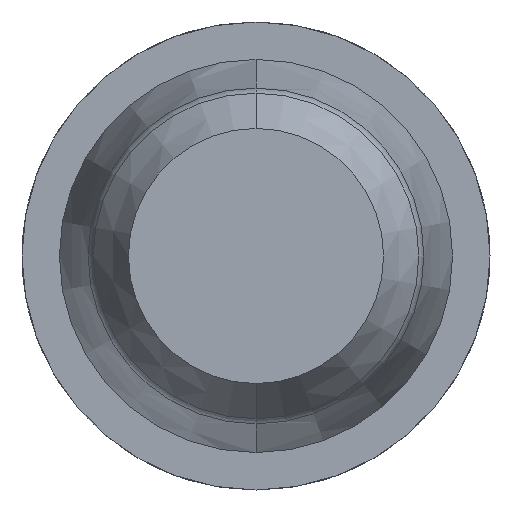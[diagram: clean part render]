
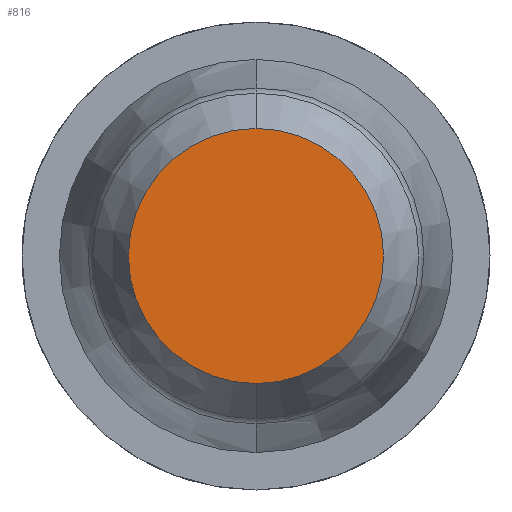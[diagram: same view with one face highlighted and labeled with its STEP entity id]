
A CAD part, front view. The second image highlights one B-rep face of the part: STEP entity #816.
In plain terms, the highlighted planar face has unit normal (0, -1, 0).
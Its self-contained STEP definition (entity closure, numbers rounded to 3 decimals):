
#267 = DIRECTION ( 'NONE',  ( 0., 1., 0. ) ) ;
#816 = ADVANCED_FACE ( 'Defeature ausgef�hrt3_0', ( #3766 ), #3714, .F. ) ;
#901 = ORIENTED_EDGE ( 'NONE', *, *, #3306, .F. ) ;
#902 = AXIS2_PLACEMENT_3D ( 'NONE', #3369, #3598, #3302 ) ;
#1057 = VERTEX_POINT ( 'NONE', #1931 ) ;
#1724 = EDGE_LOOP ( 'NONE', ( #2311, #901 ) ) ;
#1731 = EDGE_CURVE ( 'Defeature ausgef�hrt3_1+Defeature ausgef�hrt3_0+Defeature ausgef�hrt3_0+Defeature ausgef�hrt3_0', #1827, #1057, #3572, .T. ) ;
#1827 = VERTEX_POINT ( 'NONE', #4018 ) ;
#1931 = CARTESIAN_POINT ( 'NONE',  ( 0., -30.5, -0.627 ) ) ;
#2008 = CARTESIAN_POINT ( 'NONE',  ( 0., -30.5, 0. ) ) ;
#2056 = DIRECTION ( 'NONE',  ( 0., 0., 1. ) ) ;
#2074 = DIRECTION ( 'NONE',  ( 0., 1., 0. ) ) ;
#2152 = AXIS2_PLACEMENT_3D ( 'NONE', #2008, #2074, #2056 ) ;
#2163 = DIRECTION ( 'NONE',  ( 0., 0., 1. ) ) ;
#2311 = ORIENTED_EDGE ( 'NONE', *, *, #1731, .F. ) ;
#2861 = CIRCLE ( 'NONE', #2152, 0.627 ) ;
#3188 = AXIS2_PLACEMENT_3D ( 'NONE', #4056, #267, #2163 ) ;
#3302 = DIRECTION ( 'NONE',  ( 0., 0., 1. ) ) ;
#3306 = EDGE_CURVE ( 'Defeature ausgef�hrt3_1+Defeature ausgef�hrt3_0+Defeature ausgef�hrt3_0+Defeature ausgef�hrt3_0', #1057, #1827, #2861, .T. ) ;
#3369 = CARTESIAN_POINT ( 'NONE',  ( 0., -30.5, 0. ) ) ;
#3572 = CIRCLE ( 'NONE', #902, 0.627 ) ;
#3598 = DIRECTION ( 'NONE',  ( 0., 1., 0. ) ) ;
#3714 = PLANE ( 'NONE',  #3188 ) ;
#3766 = FACE_OUTER_BOUND ( 'NONE', #1724, .T. ) ;
#4018 = CARTESIAN_POINT ( 'NONE',  ( 0., -30.5, 0.627 ) ) ;
#4056 = CARTESIAN_POINT ( 'NONE',  ( 0., -30.5, 0. ) ) ;
